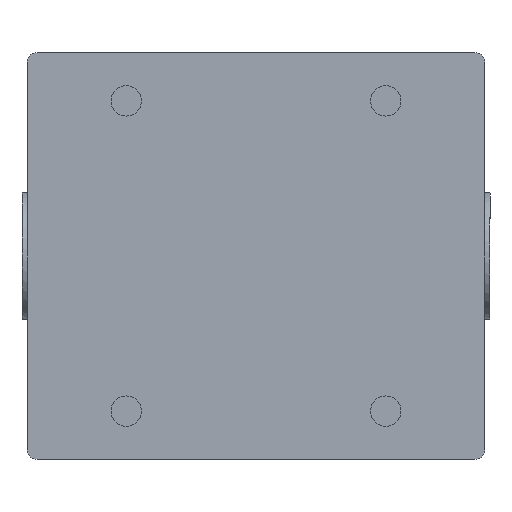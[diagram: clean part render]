
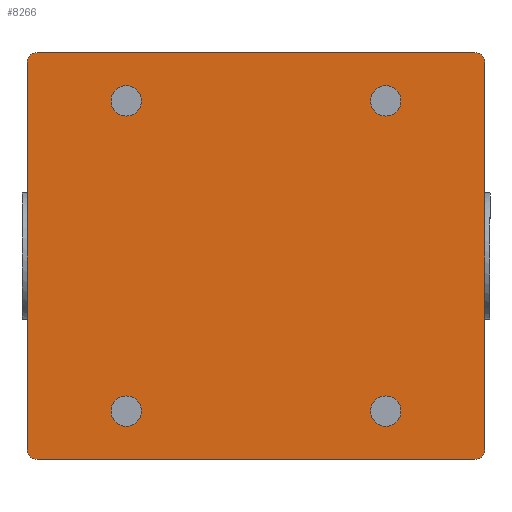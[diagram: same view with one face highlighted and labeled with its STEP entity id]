
A CAD part, front view. The second image highlights one B-rep face of the part: STEP entity #8266.
In plain terms, the highlighted planar face has unit normal (0, -1, 0).
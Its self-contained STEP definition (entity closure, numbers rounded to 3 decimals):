
#145=FACE_BOUND('',#1383,.T.);
#146=FACE_BOUND('',#1384,.T.);
#147=FACE_BOUND('',#1385,.T.);
#148=FACE_BOUND('',#1386,.T.);
#383=PLANE('',#9199);
#845=FACE_OUTER_BOUND('',#1382,.T.);
#1382=EDGE_LOOP('',(#7485,#7486,#7487,#7488,#7489,#7490,#7491,#7492));
#1383=EDGE_LOOP('',(#7493));
#1384=EDGE_LOOP('',(#7494));
#1385=EDGE_LOOP('',(#7495));
#1386=EDGE_LOOP('',(#7496));
#1809=LINE('',#13324,#2494);
#1820=LINE('',#13350,#2505);
#1961=LINE('',#13954,#2646);
#2068=LINE('',#14294,#2753);
#2494=VECTOR('',#10740,86.);
#2505=VECTOR('',#10761,86.);
#2646=VECTOR('',#11276,76.);
#2753=VECTOR('',#11709,76.);
#3212=CIRCLE('',#9076,3.);
#3213=CIRCLE('',#9078,3.);
#3214=CIRCLE('',#9080,3.);
#3215=CIRCLE('',#9082,3.);
#3248=CIRCLE('',#9191,2.);
#3249=CIRCLE('',#9193,2.);
#3250=CIRCLE('',#9195,2.);
#3251=CIRCLE('',#9198,2.);
#3723=VERTEX_POINT('',#13321);
#3724=VERTEX_POINT('',#13323);
#3733=VERTEX_POINT('',#13347);
#3734=VERTEX_POINT('',#13349);
#3937=VERTEX_POINT('',#13951);
#3938=VERTEX_POINT('',#13953);
#3947=VERTEX_POINT('',#14024);
#3948=VERTEX_POINT('',#14027);
#3949=VERTEX_POINT('',#14030);
#3950=VERTEX_POINT('',#14033);
#4007=VERTEX_POINT('',#14289);
#4008=VERTEX_POINT('',#14293);
#4737=EDGE_CURVE('',#3724,#3723,#1809,.T.);
#4750=EDGE_CURVE('',#3734,#3733,#1820,.T.);
#5021=EDGE_CURVE('',#3938,#3937,#1961,.T.);
#5050=EDGE_CURVE('',#3947,#3947,#3212,.T.);
#5051=EDGE_CURVE('',#3948,#3948,#3213,.T.);
#5052=EDGE_CURVE('',#3949,#3949,#3214,.T.);
#5053=EDGE_CURVE('',#3950,#3950,#3215,.T.);
#5172=EDGE_CURVE('',#3937,#3724,#3248,.T.);
#5173=EDGE_CURVE('',#3733,#3938,#3249,.T.);
#5174=EDGE_CURVE('',#4007,#3734,#3250,.T.);
#5176=EDGE_CURVE('',#4008,#4007,#2068,.T.);
#5178=EDGE_CURVE('',#3723,#4008,#3251,.T.);
#7485=ORIENTED_EDGE('',*,*,#4737,.T.);
#7486=ORIENTED_EDGE('',*,*,#5178,.T.);
#7487=ORIENTED_EDGE('',*,*,#5176,.T.);
#7488=ORIENTED_EDGE('',*,*,#5174,.T.);
#7489=ORIENTED_EDGE('',*,*,#4750,.T.);
#7490=ORIENTED_EDGE('',*,*,#5173,.T.);
#7491=ORIENTED_EDGE('',*,*,#5021,.T.);
#7492=ORIENTED_EDGE('',*,*,#5172,.T.);
#7493=ORIENTED_EDGE('',*,*,#5050,.T.);
#7494=ORIENTED_EDGE('',*,*,#5051,.T.);
#7495=ORIENTED_EDGE('',*,*,#5052,.T.);
#7496=ORIENTED_EDGE('',*,*,#5053,.T.);
#8266=ADVANCED_FACE('',(#845,#145,#146,#147,#148),#383,.F.);
#9076=AXIS2_PLACEMENT_3D('',#14025,#11380,#11381);
#9078=AXIS2_PLACEMENT_3D('',#14028,#11384,#11385);
#9080=AXIS2_PLACEMENT_3D('',#14031,#11388,#11389);
#9082=AXIS2_PLACEMENT_3D('',#14034,#11392,#11393);
#9191=AXIS2_PLACEMENT_3D('',#14285,#11696,#11697);
#9193=AXIS2_PLACEMENT_3D('',#14287,#11700,#11701);
#9195=AXIS2_PLACEMENT_3D('',#14290,#11704,#11705);
#9198=AXIS2_PLACEMENT_3D('',#14297,#11713,#11714);
#9199=AXIS2_PLACEMENT_3D('',#14298,#11715,#11716);
#10740=DIRECTION('',(-1.,0.,0.));
#10761=DIRECTION('',(1.,0.,0.));
#11276=DIRECTION('',(0.,0.,1.));
#11380=DIRECTION('center_axis',(0.,1.,0.));
#11381=DIRECTION('ref_axis',(-1.,0.,0.));
#11384=DIRECTION('center_axis',(0.,1.,0.));
#11385=DIRECTION('ref_axis',(-1.,0.,0.));
#11388=DIRECTION('center_axis',(0.,1.,0.));
#11389=DIRECTION('ref_axis',(-1.,0.,0.));
#11392=DIRECTION('center_axis',(0.,1.,0.));
#11393=DIRECTION('ref_axis',(-1.,0.,0.));
#11696=DIRECTION('center_axis',(0.,-1.,0.));
#11697=DIRECTION('ref_axis',(0.,0.,1.));
#11700=DIRECTION('center_axis',(0.,-1.,0.));
#11701=DIRECTION('ref_axis',(1.,0.,0.));
#11704=DIRECTION('center_axis',(0.,-1.,0.));
#11705=DIRECTION('ref_axis',(0.,0.,-1.));
#11709=DIRECTION('',(0.,0.,-1.));
#11713=DIRECTION('center_axis',(0.,-1.,0.));
#11714=DIRECTION('ref_axis',(-1.,0.,0.));
#11715=DIRECTION('center_axis',(0.,1.,0.));
#11716=DIRECTION('ref_axis',(0.,0.,1.));
#13321=CARTESIAN_POINT('',(-43.,-43.,40.));
#13323=CARTESIAN_POINT('',(43.,-43.,40.));
#13324=CARTESIAN_POINT('',(0.,-43.,40.));
#13347=CARTESIAN_POINT('',(43.,-43.,-40.));
#13349=CARTESIAN_POINT('',(-43.,-43.,-40.));
#13350=CARTESIAN_POINT('',(0.,-43.,-40.));
#13951=CARTESIAN_POINT('',(45.,-43.,38.));
#13953=CARTESIAN_POINT('',(45.,-43.,-38.));
#13954=CARTESIAN_POINT('',(45.,-43.,0.));
#14024=CARTESIAN_POINT('',(-22.5,-43.,-30.5));
#14025=CARTESIAN_POINT('Origin',(-25.5,-43.,-30.5));
#14027=CARTESIAN_POINT('',(28.5,-43.,30.5));
#14028=CARTESIAN_POINT('Origin',(25.5,-43.,30.5));
#14030=CARTESIAN_POINT('',(-22.5,-43.,30.5));
#14031=CARTESIAN_POINT('Origin',(-25.5,-43.,30.5));
#14033=CARTESIAN_POINT('',(28.5,-43.,-30.5));
#14034=CARTESIAN_POINT('Origin',(25.5,-43.,-30.5));
#14285=CARTESIAN_POINT('Origin',(43.,-43.,38.));
#14287=CARTESIAN_POINT('Origin',(43.,-43.,-38.));
#14289=CARTESIAN_POINT('',(-45.,-43.,-38.));
#14290=CARTESIAN_POINT('Origin',(-43.,-43.,-38.));
#14293=CARTESIAN_POINT('',(-45.,-43.,38.));
#14294=CARTESIAN_POINT('',(-45.,-43.,0.05));
#14297=CARTESIAN_POINT('Origin',(-43.,-43.,38.));
#14298=CARTESIAN_POINT('Origin',(0.,-43.,0.));
